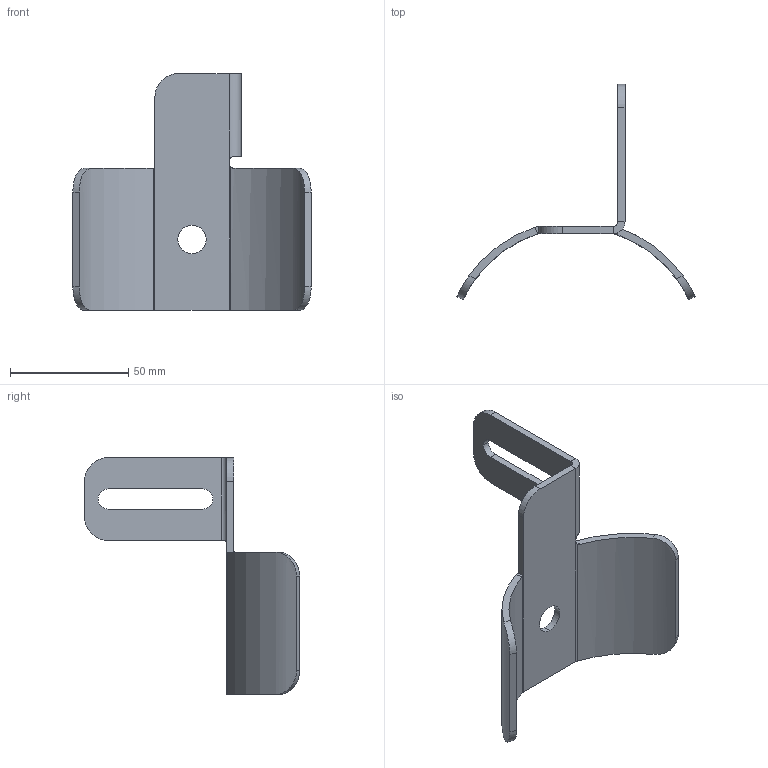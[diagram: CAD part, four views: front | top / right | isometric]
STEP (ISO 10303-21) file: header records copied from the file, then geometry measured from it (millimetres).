
FILE_DESCRIPTION (( 'STEP AP203' ), '1' );
FILE_NAME ('084.106.122.STEP', '2013-01-23T12:13:01', ( 'Alusic' ), ( 'Alusic' ), 'SwSTEP 2.0', 'SolidWorks 2011', '' );
FILE_SCHEMA (( 'CONFIG_CONTROL_DESIGN' ));
Length unit declared in the file: millimetre
Products named in the file (1): 084.106.122
Bounding box: 100.6 x 90.81 x 100 mm (x, y, z)
Volume: 30417 mm3; surface area: 22329 mm2
Topology: 1 solids, 1 shells, 48 faces, 115 edges, 69 vertices
Faces by surface type: cylinder 24, plane 24
Entity records: 1675 total; most frequent: CARTESIAN_POINT 483, DIRECTION 232, ORIENTED_EDGE 230, EDGE_CURVE 115, AXIS2_PLACEMENT_3D 82, VERTEX_POINT 69, VECTOR 68, LINE 68
